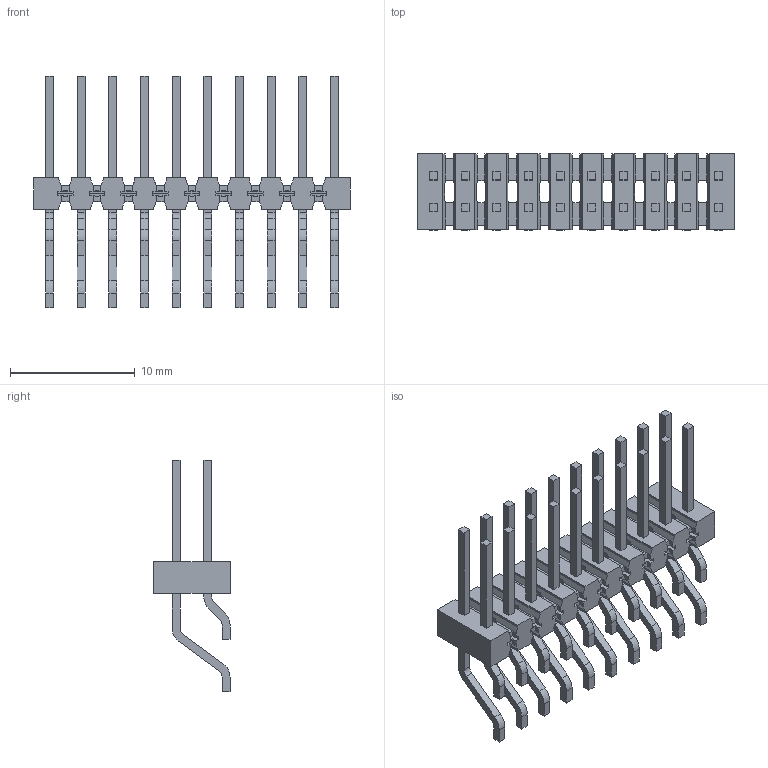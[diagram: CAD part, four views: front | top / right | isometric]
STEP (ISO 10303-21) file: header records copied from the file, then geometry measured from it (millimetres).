
FILE_DESCRIPTION(/* description */ ('STEP AP214'),/* implementation_level */ '2;1');
FILE_NAME(/* name */ 'TSM-110-02-L-DH',/* time_stamp */ '2024-06-24T16:38:48+02:00',/* author */ ('License CC BY-ND 4.0'),/* organization */ ('CADENAS'),/* preprocessor_version */ 'ST-DEVELOPER v19.3',/* originating_system */ 'PARTsolutions',/* authorisation */ ' ');
FILE_SCHEMA (('AUTOMOTIVE_DESIGN {1 0 10303 214 3 1 1}'));
Length unit declared in the file: inch
Products named in the file (3): TSM-110-02-L-DH; TSM-110-02-DH_body; T-1S6-09(-02-10-DH)
Assembly tree (2 placements, depth 2):
  TSM-110-02-L-DH
    TSM-110-02-DH_body
    T-1S6-09(-02-10-DH)
Bounding box: 25.4 x 6.1 x 18.54 mm (x, y, z)
Volume: 429.2 mm3; surface area: 1780 mm2
Topology: 2 solids, 2 shells, 974 faces, 2772 edges, 1824 vertices
Faces by surface type: plane 858, cylinder 116
Entity records: 31362 total; most frequent: CARTESIAN_POINT 5573, ORIENTED_EDGE 5544, DIRECTION 4958, EDGE_CURVE 2772, LINE 2540, VECTOR 2540, VERTEX_POINT 1824, AXIS2_PLACEMENT_3D 1209
